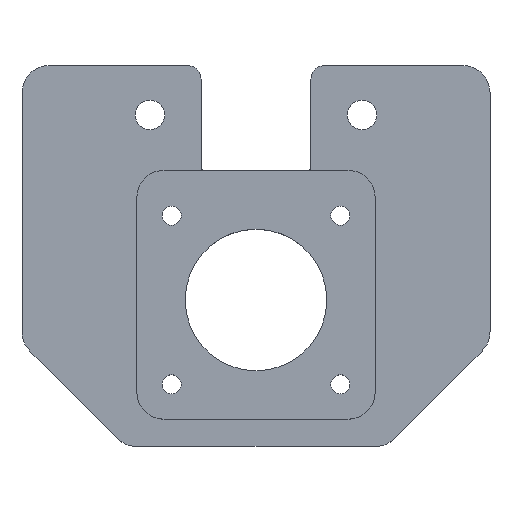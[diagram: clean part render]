
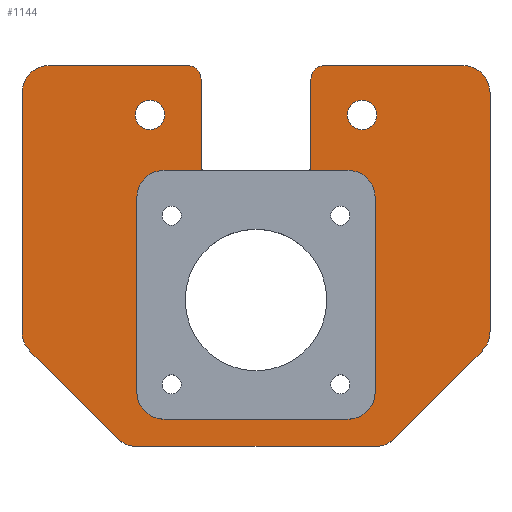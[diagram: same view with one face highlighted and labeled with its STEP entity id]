
A CAD part, top view. The second image highlights one B-rep face of the part: STEP entity #1144.
In plain terms, the highlighted planar face has unit normal (0, 0, 1).
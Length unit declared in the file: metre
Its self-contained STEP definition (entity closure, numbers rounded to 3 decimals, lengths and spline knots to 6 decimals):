
#41=LINE('',#1747,#127);
#45=LINE('',#1759,#131);
#49=LINE('',#1768,#135);
#53=LINE('',#1780,#139);
#57=LINE('',#1792,#143);
#61=LINE('',#1804,#147);
#65=LINE('',#1816,#151);
#69=LINE('',#1828,#155);
#73=LINE('',#1840,#159);
#74=LINE('',#1857,#160);
#75=LINE('',#1861,#161);
#76=LINE('',#1865,#162);
#77=LINE('',#1869,#163);
#78=LINE('',#1873,#164);
#127=VECTOR('',#1379,1.);
#131=VECTOR('',#1391,1.);
#135=VECTOR('',#1397,1.);
#139=VECTOR('',#1409,1.);
#143=VECTOR('',#1421,1.);
#147=VECTOR('',#1433,1.);
#151=VECTOR('',#1445,1.);
#155=VECTOR('',#1457,1.);
#159=VECTOR('',#1469,1.);
#160=VECTOR('',#1492,1.);
#161=VECTOR('',#1495,1.);
#162=VECTOR('',#1498,1.);
#163=VECTOR('',#1501,1.);
#164=VECTOR('',#1504,1.);
#219=PLANE('',#1258);
#320=ORIENTED_EDGE('',*,*,#609,.T.);
#321=ORIENTED_EDGE('',*,*,#607,.F.);
#322=ORIENTED_EDGE('',*,*,#559,.T.);
#323=ORIENTED_EDGE('',*,*,#562,.T.);
#324=ORIENTED_EDGE('',*,*,#565,.T.);
#325=ORIENTED_EDGE('',*,*,#612,.T.);
#326=ORIENTED_EDGE('',*,*,#613,.T.);
#327=ORIENTED_EDGE('',*,*,#614,.F.);
#328=ORIENTED_EDGE('',*,*,#615,.T.);
#329=ORIENTED_EDGE('',*,*,#616,.F.);
#330=ORIENTED_EDGE('',*,*,#617,.T.);
#331=ORIENTED_EDGE('',*,*,#618,.F.);
#332=ORIENTED_EDGE('',*,*,#619,.T.);
#333=ORIENTED_EDGE('',*,*,#620,.F.);
#334=ORIENTED_EDGE('',*,*,#621,.T.);
#335=ORIENTED_EDGE('',*,*,#622,.T.);
#336=ORIENTED_EDGE('',*,*,#569,.F.);
#337=ORIENTED_EDGE('',*,*,#572,.T.);
#338=ORIENTED_EDGE('',*,*,#575,.T.);
#339=ORIENTED_EDGE('',*,*,#578,.T.);
#340=ORIENTED_EDGE('',*,*,#581,.T.);
#341=ORIENTED_EDGE('',*,*,#584,.T.);
#342=ORIENTED_EDGE('',*,*,#587,.F.);
#343=ORIENTED_EDGE('',*,*,#590,.T.);
#344=ORIENTED_EDGE('',*,*,#593,.T.);
#345=ORIENTED_EDGE('',*,*,#596,.T.);
#346=ORIENTED_EDGE('',*,*,#599,.F.);
#347=ORIENTED_EDGE('',*,*,#602,.T.);
#348=ORIENTED_EDGE('',*,*,#605,.T.);
#349=ORIENTED_EDGE('',*,*,#611,.T.);
#559=EDGE_CURVE('',#710,#713,#41,.T.);
#562=EDGE_CURVE('',#713,#715,#817,.T.);
#565=EDGE_CURVE('',#715,#717,#45,.T.);
#569=EDGE_CURVE('',#721,#718,#49,.T.);
#572=EDGE_CURVE('',#721,#723,#819,.T.);
#575=EDGE_CURVE('',#723,#725,#53,.T.);
#578=EDGE_CURVE('',#725,#727,#821,.T.);
#581=EDGE_CURVE('',#727,#729,#57,.T.);
#584=EDGE_CURVE('',#729,#731,#823,.T.);
#587=EDGE_CURVE('',#733,#731,#61,.T.);
#590=EDGE_CURVE('',#733,#735,#825,.T.);
#593=EDGE_CURVE('',#735,#737,#65,.T.);
#596=EDGE_CURVE('',#737,#739,#827,.T.);
#599=EDGE_CURVE('',#741,#739,#69,.T.);
#602=EDGE_CURVE('',#741,#743,#829,.T.);
#605=EDGE_CURVE('',#743,#745,#73,.T.);
#607=EDGE_CURVE('',#747,#747,#831,.T.);
#609=EDGE_CURVE('',#749,#749,#833,.T.);
#611=EDGE_CURVE('',#745,#710,#835,.T.);
#612=EDGE_CURVE('',#717,#750,#836,.F.);
#613=EDGE_CURVE('',#750,#751,#74,.T.);
#614=EDGE_CURVE('',#752,#751,#837,.T.);
#615=EDGE_CURVE('',#752,#753,#75,.T.);
#616=EDGE_CURVE('',#754,#753,#838,.T.);
#617=EDGE_CURVE('',#754,#755,#76,.T.);
#618=EDGE_CURVE('',#756,#755,#839,.T.);
#619=EDGE_CURVE('',#756,#757,#77,.T.);
#620=EDGE_CURVE('',#758,#757,#840,.T.);
#621=EDGE_CURVE('',#758,#759,#78,.T.);
#622=EDGE_CURVE('',#759,#718,#841,.F.);
#710=VERTEX_POINT('',#1741);
#713=VERTEX_POINT('',#1746);
#715=VERTEX_POINT('',#1752);
#717=VERTEX_POINT('',#1758);
#718=VERTEX_POINT('',#1762);
#721=VERTEX_POINT('',#1767);
#723=VERTEX_POINT('',#1773);
#725=VERTEX_POINT('',#1779);
#727=VERTEX_POINT('',#1785);
#729=VERTEX_POINT('',#1791);
#731=VERTEX_POINT('',#1797);
#733=VERTEX_POINT('',#1803);
#735=VERTEX_POINT('',#1809);
#737=VERTEX_POINT('',#1815);
#739=VERTEX_POINT('',#1821);
#741=VERTEX_POINT('',#1827);
#743=VERTEX_POINT('',#1833);
#745=VERTEX_POINT('',#1839);
#747=VERTEX_POINT('',#1845);
#749=VERTEX_POINT('',#1850);
#750=VERTEX_POINT('',#1856);
#751=VERTEX_POINT('',#1858);
#752=VERTEX_POINT('',#1860);
#753=VERTEX_POINT('',#1862);
#754=VERTEX_POINT('',#1864);
#755=VERTEX_POINT('',#1866);
#756=VERTEX_POINT('',#1868);
#757=VERTEX_POINT('',#1870);
#758=VERTEX_POINT('',#1872);
#759=VERTEX_POINT('',#1874);
#817=CIRCLE('',#1222,0.0025);
#819=CIRCLE('',#1227,0.0025);
#821=CIRCLE('',#1231,0.005);
#823=CIRCLE('',#1235,0.005);
#825=CIRCLE('',#1239,0.005);
#827=CIRCLE('',#1243,0.005);
#829=CIRCLE('',#1247,0.005);
#831=CIRCLE('',#1251,0.0027);
#833=CIRCLE('',#1254,0.0027);
#835=CIRCLE('',#1257,0.005);
#836=CIRCLE('',#1259,0.0005);
#837=CIRCLE('',#1260,0.005);
#838=CIRCLE('',#1261,0.005);
#839=CIRCLE('',#1262,0.005);
#840=CIRCLE('',#1263,0.005);
#841=CIRCLE('',#1264,0.0005);
#905=EDGE_LOOP('',(#320));
#906=EDGE_LOOP('',(#321));
#907=EDGE_LOOP('',(#322,#323,#324,#325,#326,#327,#328,#329,#330,#331,#332,
#333,#334,#335,#336,#337,#338,#339,#340,#341,#342,#343,#344,#345,#346,#347,
#348,#349));
#1015=FACE_BOUND('',#905,.T.);
#1016=FACE_BOUND('',#906,.T.);
#1017=FACE_BOUND('',#907,.T.);
#1144=ADVANCED_FACE('',(#1015,#1016,#1017),#219,.T.);
#1222=AXIS2_PLACEMENT_3D('',#1753,#1385,#1386);
#1227=AXIS2_PLACEMENT_3D('',#1774,#1403,#1404);
#1231=AXIS2_PLACEMENT_3D('',#1786,#1415,#1416);
#1235=AXIS2_PLACEMENT_3D('',#1798,#1427,#1428);
#1239=AXIS2_PLACEMENT_3D('',#1810,#1439,#1440);
#1243=AXIS2_PLACEMENT_3D('',#1822,#1451,#1452);
#1247=AXIS2_PLACEMENT_3D('',#1834,#1463,#1464);
#1251=AXIS2_PLACEMENT_3D('',#1844,#1474,#1475);
#1254=AXIS2_PLACEMENT_3D('',#1849,#1480,#1481);
#1257=AXIS2_PLACEMENT_3D('',#1853,#1486,#1487);
#1258=AXIS2_PLACEMENT_3D('',#1854,#1488,#1489);
#1259=AXIS2_PLACEMENT_3D('',#1855,#1490,#1491);
#1260=AXIS2_PLACEMENT_3D('',#1859,#1493,#1494);
#1261=AXIS2_PLACEMENT_3D('',#1863,#1496,#1497);
#1262=AXIS2_PLACEMENT_3D('',#1867,#1499,#1500);
#1263=AXIS2_PLACEMENT_3D('',#1871,#1502,#1503);
#1264=AXIS2_PLACEMENT_3D('',#1875,#1505,#1506);
#1379=DIRECTION('',(-1.,0.,0.));
#1385=DIRECTION('',(0.,0.,1.));
#1386=DIRECTION('',(1.,0.,0.));
#1391=DIRECTION('',(0.,-1.,0.));
#1397=DIRECTION('',(0.,-1.,0.));
#1403=DIRECTION('',(0.,0.,1.));
#1404=DIRECTION('',(1.,0.,0.));
#1409=DIRECTION('',(-1.,0.,0.));
#1415=DIRECTION('',(0.,0.,1.));
#1416=DIRECTION('',(1.,0.,0.));
#1421=DIRECTION('',(0.,-1.,0.));
#1427=DIRECTION('',(0.,0.,1.));
#1428=DIRECTION('',(1.,0.,0.));
#1433=DIRECTION('',(-0.707,0.707,0.));
#1439=DIRECTION('',(0.,0.,1.));
#1440=DIRECTION('',(1.,0.,0.));
#1445=DIRECTION('',(1.,0.,0.));
#1451=DIRECTION('',(0.,0.,1.));
#1452=DIRECTION('',(1.,0.,0.));
#1457=DIRECTION('',(-0.707,-0.707,0.));
#1463=DIRECTION('',(0.,0.,1.));
#1464=DIRECTION('',(1.,0.,0.));
#1469=DIRECTION('',(0.,1.,0.));
#1474=DIRECTION('',(0.,0.,1.));
#1475=DIRECTION('',(1.,0.,0.));
#1480=DIRECTION('',(0.,0.,-1.));
#1481=DIRECTION('',(1.,0.,0.));
#1486=DIRECTION('',(0.,0.,1.));
#1487=DIRECTION('',(1.,0.,0.));
#1488=DIRECTION('',(0.,0.,1.));
#1489=DIRECTION('',(1.,0.,0.));
#1490=DIRECTION('',(0.,0.,1.));
#1491=DIRECTION('',(1.,0.,0.));
#1492=DIRECTION('',(1.,0.,0.));
#1493=DIRECTION('',(0.,0.,1.));
#1494=DIRECTION('',(1.,0.,0.));
#1495=DIRECTION('',(0.,-1.,0.));
#1496=DIRECTION('',(0.,0.,1.));
#1497=DIRECTION('',(1.,0.,0.));
#1498=DIRECTION('',(-1.,0.,0.));
#1499=DIRECTION('',(0.,0.,1.));
#1500=DIRECTION('',(1.,0.,0.));
#1501=DIRECTION('',(0.,1.,0.));
#1502=DIRECTION('',(0.,0.,1.));
#1503=DIRECTION('',(1.,0.,0.));
#1504=DIRECTION('',(1.,0.,0.));
#1505=DIRECTION('',(0.,0.,1.));
#1506=DIRECTION('',(1.,0.,0.));
#1741=CARTESIAN_POINT('',(0.038,0.041,0.005));
#1746=CARTESIAN_POINT('',(0.0126,0.041,0.005));
#1747=CARTESIAN_POINT('',(0.0253,0.041,0.005));
#1752=CARTESIAN_POINT('',(0.0101,0.0385,0.005));
#1753=CARTESIAN_POINT('',(0.0126,0.0385,0.005));
#1758=CARTESIAN_POINT('',(0.0101,0.022225,0.005));
#1759=CARTESIAN_POINT('',(0.0101,0.030113,0.005));
#1762=CARTESIAN_POINT('',(-0.0101,0.022225,0.005));
#1767=CARTESIAN_POINT('',(-0.0101,0.0385,0.005));
#1768=CARTESIAN_POINT('',(-0.0101,0.030113,0.005));
#1773=CARTESIAN_POINT('',(-0.0126,0.041,0.005));
#1774=CARTESIAN_POINT('',(-0.0126,0.0385,0.005));
#1779=CARTESIAN_POINT('',(-0.038,0.041,0.005));
#1780=CARTESIAN_POINT('',(-0.0253,0.041,0.005));
#1785=CARTESIAN_POINT('',(-0.043,0.036,0.005));
#1786=CARTESIAN_POINT('',(-0.038,0.036,0.005));
#1791=CARTESIAN_POINT('',(-0.043,-0.007929,0.005));
#1792=CARTESIAN_POINT('',(-0.043,0.014036,0.005));
#1797=CARTESIAN_POINT('',(-0.041536,-0.011464,0.005));
#1798=CARTESIAN_POINT('',(-0.038,-0.007929,0.005));
#1803=CARTESIAN_POINT('',(-0.025464,-0.027536,0.005));
#1804=CARTESIAN_POINT('',(-0.0335,-0.0195,0.005));
#1809=CARTESIAN_POINT('',(-0.021929,-0.029,0.005));
#1810=CARTESIAN_POINT('',(-0.021929,-0.024,0.005));
#1815=CARTESIAN_POINT('',(0.021929,-0.029,0.005));
#1816=CARTESIAN_POINT('',(0.,-0.029,0.005));
#1821=CARTESIAN_POINT('',(0.025464,-0.027536,0.005));
#1822=CARTESIAN_POINT('',(0.021929,-0.024,0.005));
#1827=CARTESIAN_POINT('',(0.041536,-0.011464,0.005));
#1828=CARTESIAN_POINT('',(0.0335,-0.0195,0.005));
#1833=CARTESIAN_POINT('',(0.043,-0.007929,0.005));
#1834=CARTESIAN_POINT('',(0.038,-0.007929,0.005));
#1839=CARTESIAN_POINT('',(0.043,0.036,0.005));
#1840=CARTESIAN_POINT('',(0.043,0.014036,0.005));
#1844=CARTESIAN_POINT('',(-0.0195,0.031925,0.005));
#1845=CARTESIAN_POINT('',(-0.0168,0.031925,0.005));
#1849=CARTESIAN_POINT('',(0.0195,0.031925,0.005));
#1850=CARTESIAN_POINT('',(0.0222,0.031925,0.005));
#1853=CARTESIAN_POINT('',(0.038,0.036,0.005));
#1854=CARTESIAN_POINT('',(0.,0.006,0.005));
#1855=CARTESIAN_POINT('',(0.0096,0.022225,0.005));
#1856=CARTESIAN_POINT('',(0.0096,0.021725,0.005));
#1857=CARTESIAN_POINT('',(0.0135,0.021725,0.005));
#1858=CARTESIAN_POINT('',(0.0169,0.021725,0.005));
#1859=CARTESIAN_POINT('',(0.0169,0.016725,0.005));
#1860=CARTESIAN_POINT('',(0.0219,0.016725,0.005));
#1861=CARTESIAN_POINT('',(0.0219,-0.001137,0.005));
#1862=CARTESIAN_POINT('',(0.0219,-0.019,0.005));
#1863=CARTESIAN_POINT('',(0.0169,-0.019,0.005));
#1864=CARTESIAN_POINT('',(0.0169,-0.024,0.005));
#1865=CARTESIAN_POINT('',(0.,-0.024,0.005));
#1866=CARTESIAN_POINT('',(-0.0169,-0.024,0.005));
#1867=CARTESIAN_POINT('',(-0.0169,-0.019,0.005));
#1868=CARTESIAN_POINT('',(-0.0219,-0.019,0.005));
#1869=CARTESIAN_POINT('',(-0.0219,-0.001137,0.005));
#1870=CARTESIAN_POINT('',(-0.0219,0.016725,0.005));
#1871=CARTESIAN_POINT('',(-0.0169,0.016725,0.005));
#1872=CARTESIAN_POINT('',(-0.0169,0.021725,0.005));
#1873=CARTESIAN_POINT('',(-0.0135,0.021725,0.005));
#1874=CARTESIAN_POINT('',(-0.0096,0.021725,0.005));
#1875=CARTESIAN_POINT('',(-0.0096,0.022225,0.005));
